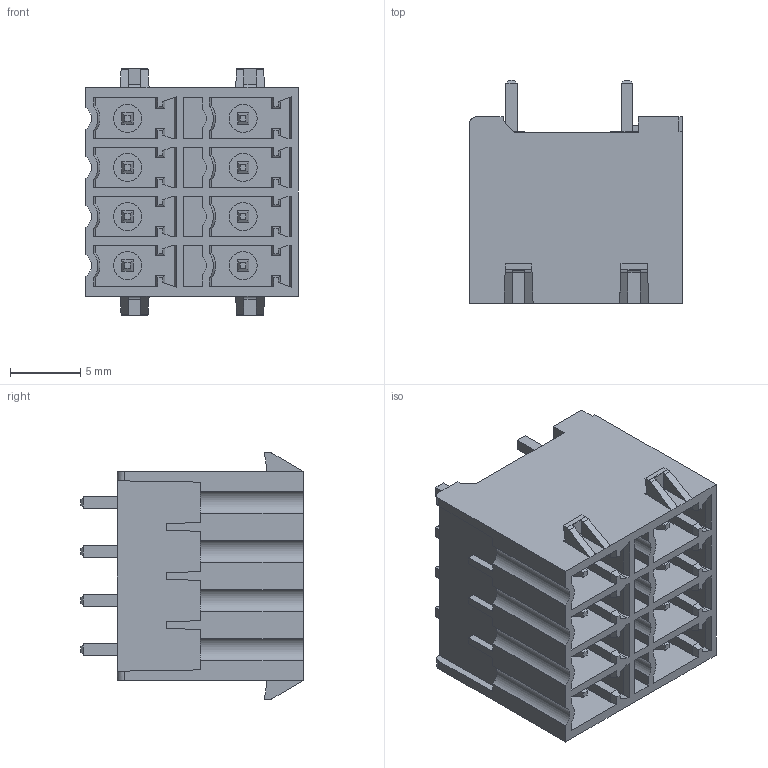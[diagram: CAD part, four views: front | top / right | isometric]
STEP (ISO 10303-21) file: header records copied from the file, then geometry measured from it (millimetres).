
FILE_DESCRIPTION((''),'2;1');
FILE_NAME('TLPHDL-007V-1','2024-09-13T12:00:39',('sheji109'),(''),'CREO PARAMETRIC BY PTC INC, 2018100','CREO PARAMETRIC BY PTC INC, 2018100','');
FILE_SCHEMA(('AUTOMOTIVE_DESIGN { 1 0 10303 214 1 1 1 1 }'));
Length unit declared in the file: millimetre
Products named in the file (1): TLPHDL-007V-1
Bounding box: 15.2 x 15.9 x 17.6 mm (x, y, z)
Volume: 1967.3 mm3; surface area: 2940.6 mm2
Topology: 1 solids, 7 shells, 773 faces, 2047 edges, 1324 vertices
Faces by surface type: plane 663, cylinder 76, cone 30, bspline 4
Entity records: 23829 total; most frequent: CARTESIAN_POINT 4665, ORIENTED_EDGE 4094, DIRECTION 3659, EDGE_CURVE 2047, VECTOR 1801, LINE 1801, VERTEX_POINT 1324, AXIS2_PLACEMENT_3D 929
